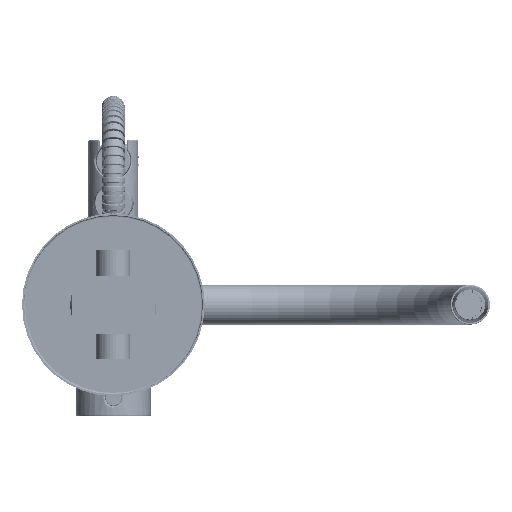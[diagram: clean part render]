
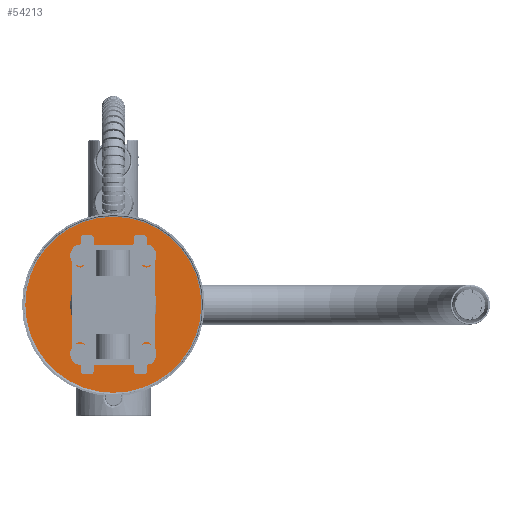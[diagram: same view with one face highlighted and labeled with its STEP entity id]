
A CAD part, front view. The second image highlights one B-rep face of the part: STEP entity #54213.
In plain terms, the highlighted planar face has unit normal (0, -1, 0).
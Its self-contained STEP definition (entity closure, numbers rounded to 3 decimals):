
#53732=CARTESIAN_POINT('',(0.,24.532,0.));
#53733=DIRECTION('',(0.,-1.,0.));
#53734=DIRECTION('',(0.,0.,-1.));
#53735=AXIS2_PLACEMENT_3D('',#53732,#53733,#53734);
#53737=CARTESIAN_POINT('',(0.,24.532,0.));
#53738=DIRECTION('',(0.,-1.,0.));
#53739=DIRECTION('',(0.,0.,1.));
#53740=AXIS2_PLACEMENT_3D('',#53737,#53738,#53739);
#53742=CARTESIAN_POINT('',(0.,24.532,0.));
#53743=DIRECTION('',(0.,1.,0.));
#53744=DIRECTION('',(0.,0.,1.));
#53745=AXIS2_PLACEMENT_3D('',#53742,#53743,#53744);
#53747=CARTESIAN_POINT('',(0.,24.532,0.));
#53748=DIRECTION('',(0.,1.,0.));
#53749=DIRECTION('',(0.,0.,-1.));
#53750=AXIS2_PLACEMENT_3D('',#53747,#53748,#53749);
#53843=CARTESIAN_POINT('',(0.,24.532,-23.428));
#53844=CARTESIAN_POINT('',(0.,24.532,23.428));
#53845=VERTEX_POINT('',#53843);
#53846=VERTEX_POINT('',#53844);
#53861=CARTESIAN_POINT('',(0.,24.532,-53.));
#53862=VERTEX_POINT('',#53861);
#53863=CARTESIAN_POINT('',(0.,24.532,53.));
#53864=VERTEX_POINT('',#53863);
#54198=CARTESIAN_POINT('',(0.,24.532,-23.428));
#54199=DIRECTION('',(0.,-1.,0.));
#54200=DIRECTION('',(0.,0.,-1.));
#54201=AXIS2_PLACEMENT_3D('',#54198,#54199,#54200);
#54202=PLANE('',#54201);
#54204=ORIENTED_EDGE('',*,*,#54203,.F.);
#54206=ORIENTED_EDGE('',*,*,#54205,.F.);
#54207=EDGE_LOOP('',(#54204,#54206));
#54208=FACE_OUTER_BOUND('',#54207,.F.);
#54209=ORIENTED_EDGE('',*,*,#54176,.F.);
#54210=ORIENTED_EDGE('',*,*,#54190,.F.);
#54211=EDGE_LOOP('',(#54209,#54210));
#54212=FACE_BOUND('',#54211,.F.);
#54213=ADVANCED_FACE('',(#54208,#54212),#54202,.T.);
#53736=CIRCLE('',#53735,53.);
#53741=CIRCLE('',#53740,53.);
#53746=CIRCLE('',#53745,23.428);
#53751=CIRCLE('',#53750,23.428);
#54176=EDGE_CURVE('',#53846,#53845,#53746,.T.);
#54190=EDGE_CURVE('',#53845,#53846,#53751,.T.);
#54203=EDGE_CURVE('',#53862,#53864,#53736,.T.);
#54205=EDGE_CURVE('',#53864,#53862,#53741,.T.);
